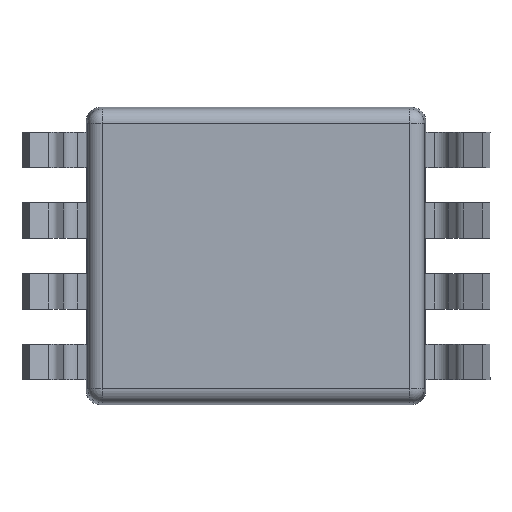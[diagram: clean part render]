
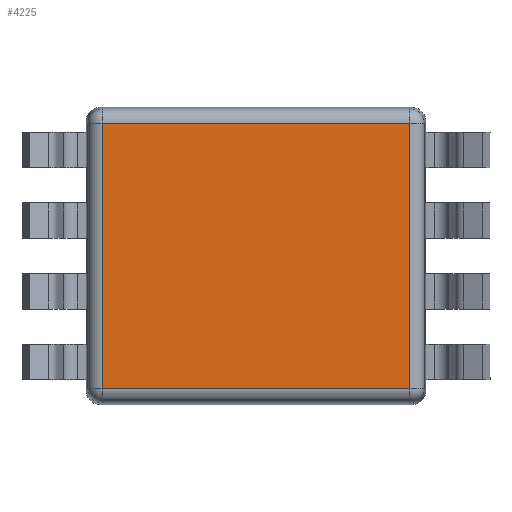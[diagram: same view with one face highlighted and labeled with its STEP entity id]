
A CAD part, front view. The second image highlights one B-rep face of the part: STEP entity #4225.
In plain terms, the highlighted planar face has unit normal (0, -1, 0).
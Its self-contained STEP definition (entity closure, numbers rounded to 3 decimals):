
#35 = AXIS2_PLACEMENT_3D ( 'NONE', #2896, #1462, #4690 ) ;
#46 = LINE ( 'NONE', #1062, #4437 ) ;
#123 = CARTESIAN_POINT ( 'NONE',  ( -1.088, -0.45, -0.938 ) ) ;
#412 = CARTESIAN_POINT ( 'NONE',  ( 1.184, -0.45, -0.938 ) ) ;
#443 = CARTESIAN_POINT ( 'NONE',  ( 1.088, -0.45, -0.938 ) ) ;
#509 = EDGE_CURVE ( 'NONE', #3892, #3801, #1051, .T. ) ;
#644 = VERTEX_POINT ( 'NONE', #859 ) ;
#696 = ORIENTED_EDGE ( 'NONE', *, *, #509, .T. ) ;
#859 = CARTESIAN_POINT ( 'NONE',  ( -1.088, -0.45, 0.938 ) ) ;
#901 = VECTOR ( 'NONE', #4529, 1000. ) ;
#1051 = LINE ( 'NONE', #412, #3085 ) ;
#1062 = CARTESIAN_POINT ( 'NONE',  ( 1.088, -0.45, 1.034 ) ) ;
#1174 = ORIENTED_EDGE ( 'NONE', *, *, #4199, .T. ) ;
#1250 = CARTESIAN_POINT ( 'NONE',  ( 1.088, -0.45, 0.938 ) ) ;
#1462 = DIRECTION ( 'NONE',  ( 0., 1., 0. ) ) ;
#1512 = FACE_OUTER_BOUND ( 'NONE', #1514, .T. ) ;
#1514 = EDGE_LOOP ( 'NONE', ( #2153, #1174, #696, #3127 ) ) ;
#1777 = VERTEX_POINT ( 'NONE', #1250 ) ;
#2153 = ORIENTED_EDGE ( 'NONE', *, *, #2875, .T. ) ;
#2488 = LINE ( 'NONE', #3825, #901 ) ;
#2580 = DIRECTION ( 'NONE',  ( 0., 0., -1. ) ) ;
#2875 = EDGE_CURVE ( 'NONE', #1777, #644, #2488, .T. ) ;
#2896 = CARTESIAN_POINT ( 'NONE',  ( 0., -0.45, 0. ) ) ;
#2910 = CARTESIAN_POINT ( 'NONE',  ( -1.088, -0.45, -1.034 ) ) ;
#2942 = PLANE ( 'NONE',  #35 ) ;
#3085 = VECTOR ( 'NONE', #3737, 1000. ) ;
#3105 = VECTOR ( 'NONE', #2580, 1000. ) ;
#3127 = ORIENTED_EDGE ( 'NONE', *, *, #4626, .T. ) ;
#3246 = DIRECTION ( 'NONE',  ( 0., 0., 1. ) ) ;
#3616 = LINE ( 'NONE', #2910, #3105 ) ;
#3737 = DIRECTION ( 'NONE',  ( 1., 0., 0. ) ) ;
#3801 = VERTEX_POINT ( 'NONE', #443 ) ;
#3825 = CARTESIAN_POINT ( 'NONE',  ( -1.184, -0.45, 0.938 ) ) ;
#3892 = VERTEX_POINT ( 'NONE', #123 ) ;
#4199 = EDGE_CURVE ( 'NONE', #644, #3892, #3616, .T. ) ;
#4225 = ADVANCED_FACE ( 'NONE', ( #1512 ), #2942, .F. ) ;
#4437 = VECTOR ( 'NONE', #3246, 1000. ) ;
#4529 = DIRECTION ( 'NONE',  ( -1., 0., 0. ) ) ;
#4626 = EDGE_CURVE ( 'NONE', #3801, #1777, #46, .T. ) ;
#4690 = DIRECTION ( 'NONE',  ( 0., 0., 1. ) ) ;
